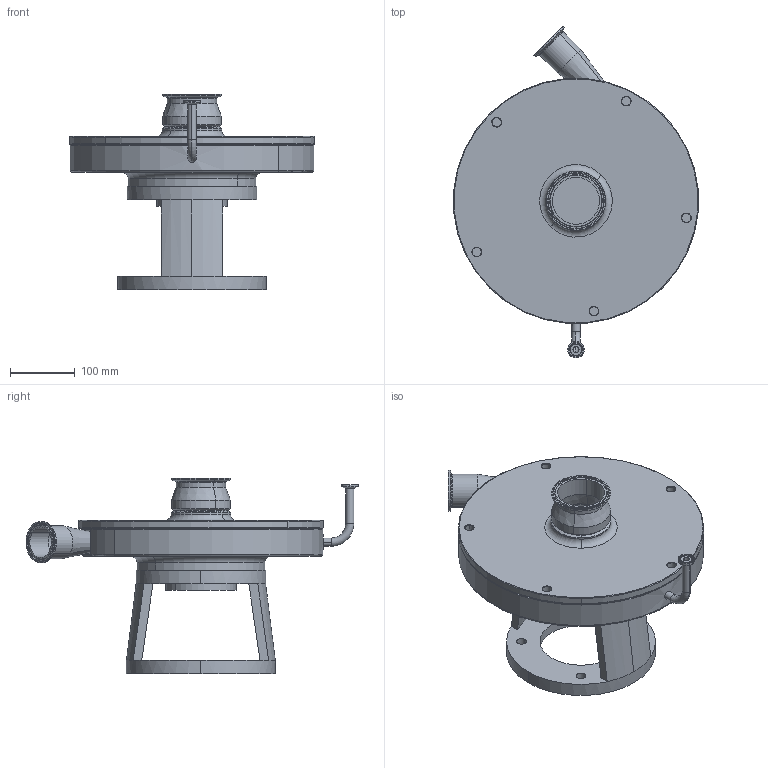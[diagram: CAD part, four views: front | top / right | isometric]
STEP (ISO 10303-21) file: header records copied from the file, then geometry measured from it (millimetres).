
FILE_DESCRIPTION (( 'STEP AP214' ), '1' );
FILE_NAME ('FPR 751-752 250TC 45L 1-2 IN ELBOW FRONT DRAIN.STEP', '2023-01-04T19:18:36', ( '' ), ( '' ), 'SwSTEP 2.0', 'SolidWorks 2021', '' );
FILE_SCHEMA (( 'AUTOMOTIVE_DESIGN' ));
Length unit declared in the file: millimetre
Products named in the file (1): FPR 751-752 250TC 45L 1-2 IN ELBOW FRONT DRAIN
Bounding box: 377.69 x 512.77 x 302.5 mm (x, y, z)
Volume: 7201075.9 mm3; surface area: 791690.6 mm2
Topology: 2 solids, 2 shells, 234 faces, 518 edges, 305 vertices
Faces by surface type: cylinder 81, torus 64, cone 52, plane 29, bspline 6, sphere 2
Entity records: 7043 total; most frequent: CARTESIAN_POINT 1610, DIRECTION 1276, ORIENTED_EDGE 1036, AXIS2_PLACEMENT_3D 565, EDGE_CURVE 518, CIRCLE 336, VERTEX_POINT 305, EDGE_LOOP 275
